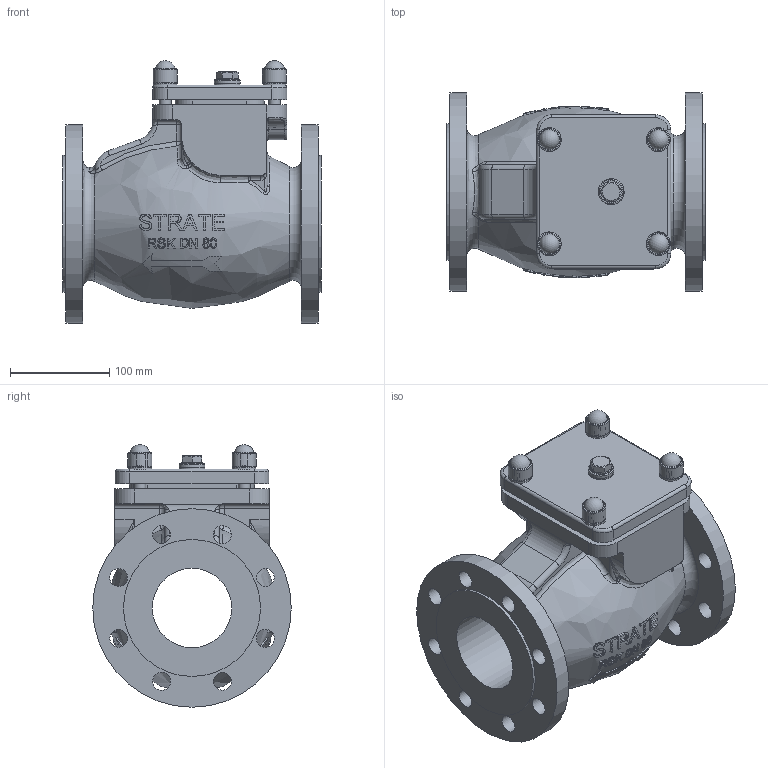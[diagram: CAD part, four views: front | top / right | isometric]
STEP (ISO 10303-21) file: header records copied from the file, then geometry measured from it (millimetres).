
FILE_DESCRIPTION(/* description */ (''),/* implementation_level */ '2;1');
FILE_NAME(/* name */ 'RSK DN 80 o.A..stp',/* time_stamp */ '2019-06-03T12:37:59+02:00',/* author */ ('aunrein'),/* organization */ (''),/* preprocessor_version */ 'ST-DEVELOPER v16.13',/* originating_system */ 'Autodesk Inventor 2018',/* authorisation */ '');
FILE_SCHEMA (('AUTOMOTIVE_DESIGN { 1 0 10303 214 3 1 1 }'));
Length unit declared in the file: millimetre
Products named in the file (1): RSK DN 80 o.A.
Bounding box: 260 x 200 x 264.42 mm (x, y, z)
Volume: 4980624.9 mm3; surface area: 400114 mm2
Topology: 1 solids, 9 shells, 851 faces, 2222 edges, 1450 vertices
Faces by surface type: plane 423, bspline 242, cylinder 100, cone 37, torus 33, sphere 16
Full cylindrical faces by diameter (mm): 10.106 x2, 12 x8, 13 x4, 14 x4, 18 x16, 18.631 x1, 21.2 x1, 21.939 x1, 22 x4, 24 x8, 25.9 x1, 26 x1, 80 x1, 138 x2, 200 x2
Entity records: 31225 total; most frequent: CARTESIAN_POINT 11716, ORIENTED_EDGE 4172, DIRECTION 3567, EDGE_CURVE 2086, AXIS2_PLACEMENT_3D 1409, VERTEX_POINT 1407, EDGE_LOOP 1097, FACE_OUTER_BOUND 851
